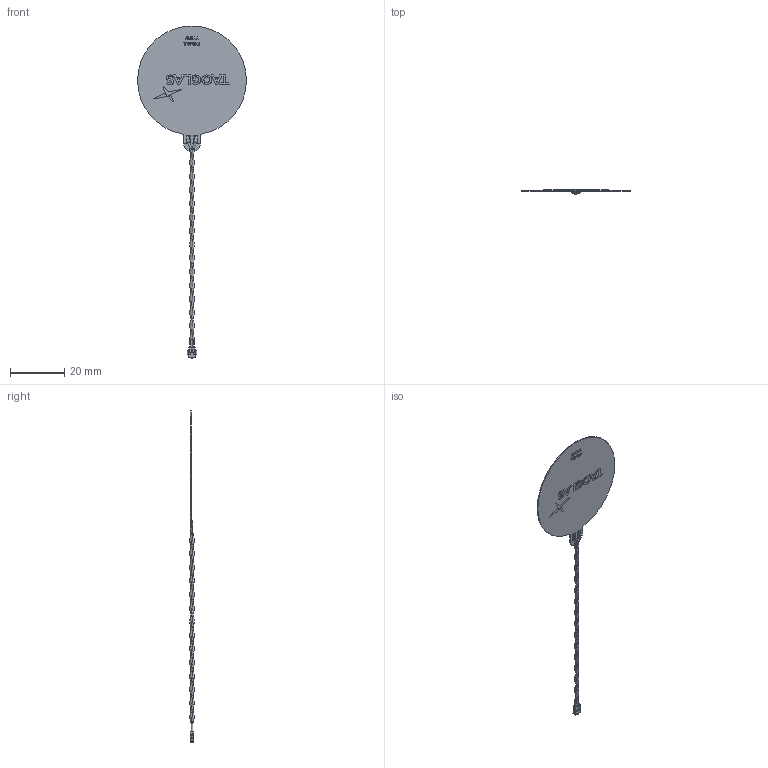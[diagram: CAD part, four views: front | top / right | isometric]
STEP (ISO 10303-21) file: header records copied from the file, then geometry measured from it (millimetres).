
FILE_DESCRIPTION (( 'STEP AP214' ), '1' );
FILE_NAME ('FXC.40.52.0075X.A.dg_Web.STEP', '2024-08-02T03:02:30', ( '' ), ( '' ), 'SwSTEP 2.0', 'SolidWorks 2022', '' );
FILE_SCHEMA (( 'AUTOMOTIVE_DESIGN' ));
Length unit declared in the file: millimetre
Products named in the file (1): FXC.40.52.0075X.A.dg_Web
Bounding box: 40 x 1.6 x 122.02 mm (x, y, z)
Surface area: 3032.2 mm2 (no closed solid volume)
Topology: 0 solids, 19 shells, 208 faces, 963 edges, 742 vertices
Faces by surface type: plane 143, bspline 37, cylinder 24, cone 4
Entity records: 19174 total; most frequent: CARTESIAN_POINT 9888, ORIENTED_EDGE 1410, DIRECTION 1123, EDGE_CURVE 957, VERTEX_POINT 742, VECTOR 643, LINE 643, EDGE_LOOP 244
